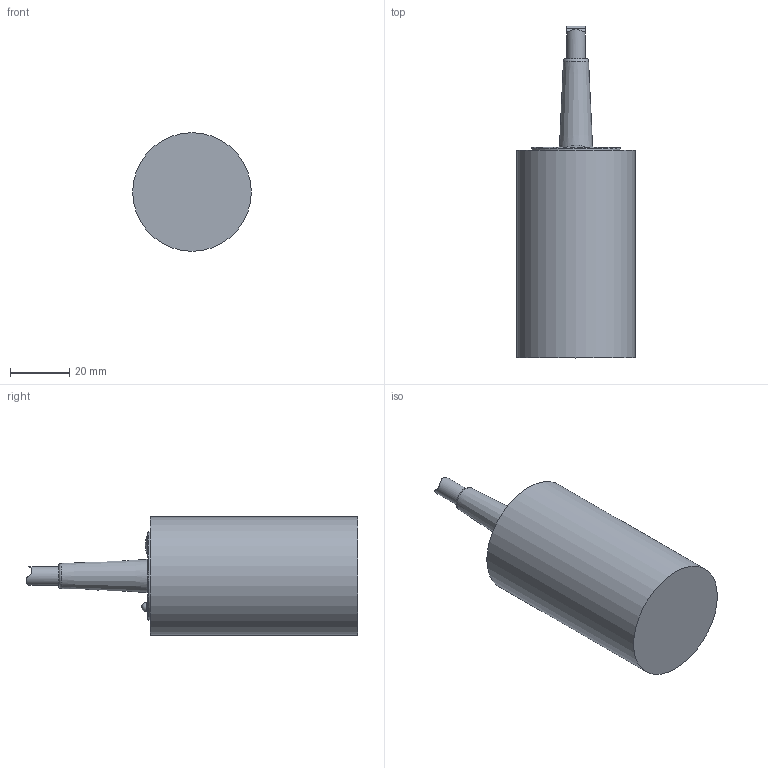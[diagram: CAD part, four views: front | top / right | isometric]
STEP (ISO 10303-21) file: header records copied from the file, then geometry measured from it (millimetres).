
FILE_DESCRIPTION(/* description */ (''),/* implementation_level */ '2;1');
FILE_NAME(/* name */ '119480_Shrinkwrap_1.stp',/* time_stamp */ '2021-12-06T14:37:25+01:00',/* author */ ('Krieger Anja'),/* organization */ (''),/* preprocessor_version */ 'ST-DEVELOPER v18.1',/* originating_system */ 'Autodesk Inventor 2021',/* authorisation */ '');
FILE_SCHEMA (('AUTOMOTIVE_DESIGN { 1 0 10303 214 3 1 1 }'));
Length unit declared in the file: millimetre
Products named in the file (1): 119480_Shrinkwrap_1
Bounding box: 40 x 111.97 x 40 mm (x, y, z)
Volume: 12897.7 mm3; surface area: 24122.2 mm2
Topology: 1 solids, 1 shells, 50 faces, 98 edges, 62 vertices
Faces by surface type: plane 21, cylinder 19, cone 4, torus 4, bspline 1, sphere 1
Full cylindrical faces by diameter (mm): 3 x2, 4 x2, 5 x2, 5.8 x1, 6.4 x2, 14 x1, 28 x2, 28.4 x2, 39 x1, 40 x1
Entity records: 1490 total; most frequent: CARTESIAN_POINT 295, DIRECTION 249, ORIENTED_EDGE 192, AXIS2_PLACEMENT_3D 107, EDGE_CURVE 96, EDGE_LOOP 64, VERTEX_POINT 62, CIRCLE 57
